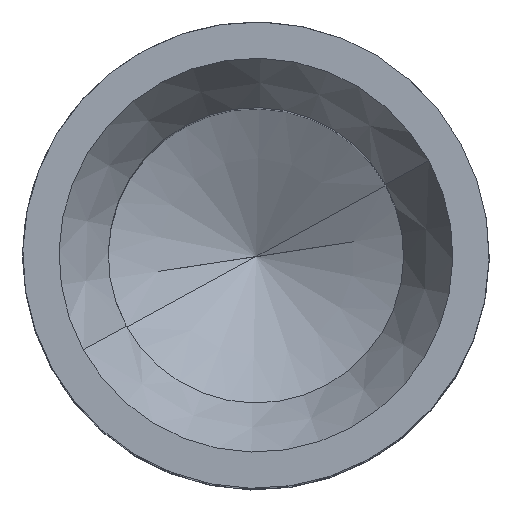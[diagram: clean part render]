
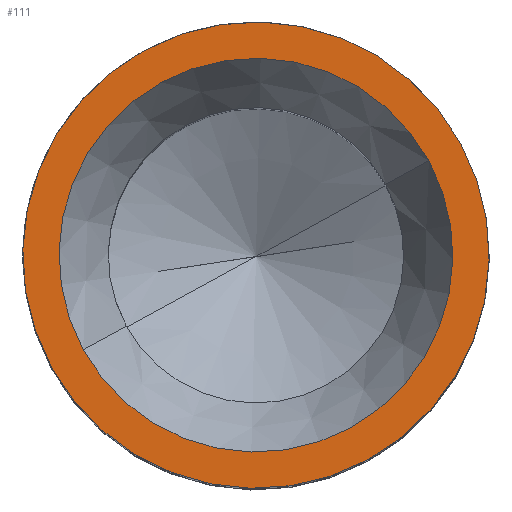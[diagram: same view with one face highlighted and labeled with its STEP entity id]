
A CAD part, top view. The second image highlights one B-rep face of the part: STEP entity #111.
In plain terms, the highlighted planar face has unit normal (0, 0, 1).
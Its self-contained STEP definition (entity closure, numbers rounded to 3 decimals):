
#38=AXIS2_PLACEMENT_3D('Circle Axis2P3D',#36,#37,$) ;
#82=AXIS2_PLACEMENT_3D('Plane Axis2P3D',#79,#80,#81) ;
#86=AXIS2_PLACEMENT_3D('Circle Axis2P3D',#84,#85,$) ;
#95=AXIS2_PLACEMENT_3D('Circle Axis2P3D',#93,#94,$) ;
#104=AXIS2_PLACEMENT_3D('Circle Axis2P3D',#102,#103,$) ;
#36=CARTESIAN_POINT('Axis2P3D Location',(2.25,2.25,25.)) ;
#40=CARTESIAN_POINT('Vertex',(0.275,1.171,25.)) ;
#42=CARTESIAN_POINT('Vertex',(4.225,3.329,25.)) ;
#79=CARTESIAN_POINT('Axis2P3D Location',(0.,2.25,25.)) ;
#84=CARTESIAN_POINT('Axis2P3D Location',(2.25,2.25,25.)) ;
#93=CARTESIAN_POINT('Axis2P3D Location',(2.25,2.25,25.)) ;
#97=CARTESIAN_POINT('Vertex',(0.583,1.339,25.)) ;
#99=CARTESIAN_POINT('Vertex',(3.917,3.161,25.)) ;
#102=CARTESIAN_POINT('Axis2P3D Location',(2.25,2.25,25.)) ;
#37=DIRECTION('Axis2P3D Direction',(0.,0.,1.)) ;
#80=DIRECTION('Axis2P3D Direction',(0.,-0.,1.)) ;
#81=DIRECTION('Axis2P3D XDirection',(1.,0.,0.)) ;
#85=DIRECTION('Axis2P3D Direction',(0.,-0.,1.)) ;
#94=DIRECTION('Axis2P3D Direction',(0.,-0.,1.)) ;
#103=DIRECTION('Axis2P3D Direction',(0.,-0.,1.)) ;
#90=ORIENTED_EDGE('',*,*,#88,.T.) ;
#91=ORIENTED_EDGE('',*,*,#44,.T.) ;
#108=ORIENTED_EDGE('',*,*,#101,.F.) ;
#109=ORIENTED_EDGE('',*,*,#106,.F.) ;
#110=FACE_BOUND('',#107,.T.) ;
#111=ADVANCED_FACE('Hauptkoerper',(#92,#110),#83,.T.) ;
#39=CIRCLE('generated circle',#38,2.25) ;
#87=CIRCLE('generated circle',#86,2.25) ;
#96=CIRCLE('generated circle',#95,1.9) ;
#105=CIRCLE('generated circle',#104,1.9) ;
#44=EDGE_CURVE('',#41,#43,#39,.T.) ;
#88=EDGE_CURVE('',#43,#41,#87,.T.) ;
#101=EDGE_CURVE('',#98,#100,#96,.T.) ;
#106=EDGE_CURVE('',#100,#98,#105,.T.) ;
#89=EDGE_LOOP('',(#90,#91)) ;
#107=EDGE_LOOP('',(#108,#109)) ;
#92=FACE_OUTER_BOUND('',#89,.T.) ;
#83=PLANE('',#82) ;
#41=VERTEX_POINT('',#40) ;
#43=VERTEX_POINT('',#42) ;
#98=VERTEX_POINT('',#97) ;
#100=VERTEX_POINT('',#99) ;
